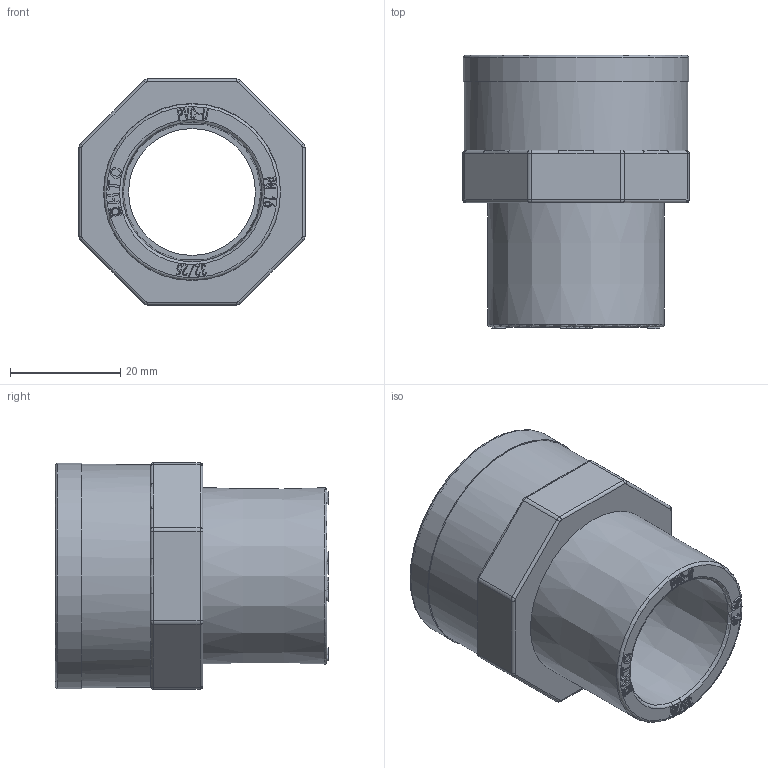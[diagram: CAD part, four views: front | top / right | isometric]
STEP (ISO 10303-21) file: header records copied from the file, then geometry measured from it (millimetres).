
FILE_DESCRIPTION(/* description */ (''),/* implementation_level */ '2;1');
FILE_NAME(/* name */ 'AF0351.032.032.step',/* time_stamp */ '2026-01-22T10:35:18+01:00',/* author */ (''),/* organization */ (''),/* preprocessor_version */ 'ST-DEVELOPER v20.1',/* originating_system */ 'Autodesk Translation Framework v14.21.0.0',/* authorisation */ '');
FILE_SCHEMA (('AUTOMOTIVE_DESIGN { 1 0 10303 214 3 1 1 }'));
Length unit declared in the file: millimetre
Products named in the file (1): AF0351.032.032
Bounding box: 41 x 49.52 x 41 mm (x, y, z)
Volume: 23307.9 mm3; surface area: 15001.8 mm2
Topology: 2 solids, 2 shells, 751 faces, 2104 edges, 1384 vertices
Faces by surface type: plane 646, cylinder 62, bspline 35, torus 6, cone 2
Full cylindrical faces by diameter (mm): 1.167 x1, 1.556 x1, 23 x1, 30.291 x7, 33.249 x8, 36 x1, 36.065 x1, 40.5 x2, 40.95 x1
Entity records: 28821 total; most frequent: CARTESIAN_POINT 9575, ORIENTED_EDGE 4208, DIRECTION 3604, EDGE_CURVE 2104, LINE 1888, VECTOR 1888, VERTEX_POINT 1384, AXIS2_PLACEMENT_3D 858
